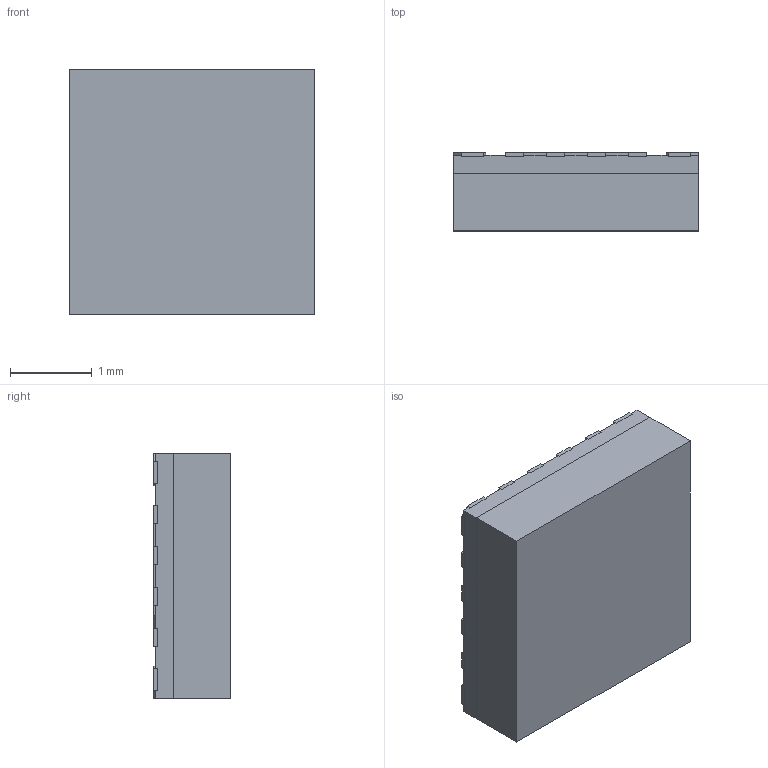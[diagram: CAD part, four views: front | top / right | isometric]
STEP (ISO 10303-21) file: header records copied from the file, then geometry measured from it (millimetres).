
FILE_DESCRIPTION (( 'STEP AP214' ), '1' );
FILE_NAME ('LT8337EV#PBF.STEP', '2024-04-26T02:44:38', ( '' ), ( '' ), 'SwSTEP 2.0', 'SolidWorks 2023', '' );
FILE_SCHEMA (( 'AUTOMOTIVE_DESIGN' ));
Length unit declared in the file: millimetre
Products named in the file (1): LT8337EV#PBF
Bounding box: 3 x 0.95 x 3 mm (x, y, z)
Volume: 8.4 mm3; surface area: 56.7 mm2
Topology: 23 solids, 23 shells, 297 faces, 750 edges, 500 vertices
Faces by surface type: plane 233, cylinder 64
Entity records: 10547 total; most frequent: CARTESIAN_POINT 1548, ORIENTED_EDGE 1500, DIRECTION 1474, EDGE_CURVE 750, LINE 622, VECTOR 622, VERTEX_POINT 500, AXIS2_PLACEMENT_3D 426
